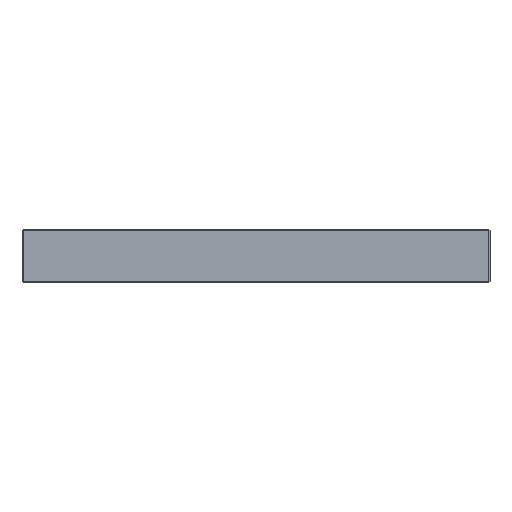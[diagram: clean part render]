
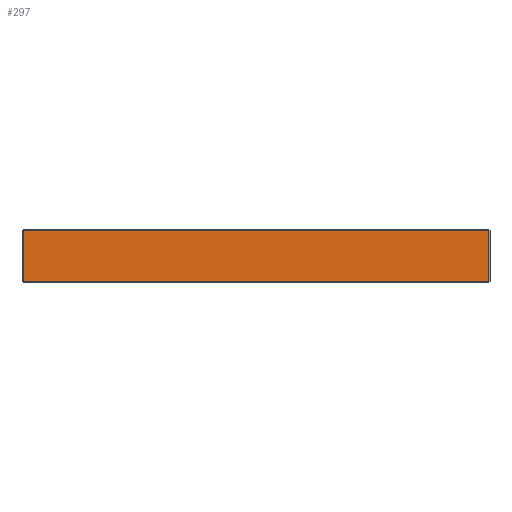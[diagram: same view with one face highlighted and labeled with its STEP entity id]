
A CAD part, front view. The second image highlights one B-rep face of the part: STEP entity #297.
In plain terms, the highlighted planar face has unit normal (0, -1, 0).
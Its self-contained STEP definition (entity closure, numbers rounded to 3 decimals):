
#16 = ORIENTED_EDGE ( 'NONE', *, *, #2112, .T. ) ;
#282 = VERTEX_POINT ( 'NONE', #1260 ) ;
#283 = EDGE_CURVE ( 'NONE', #2108, #282, #1259, .T. ) ;
#287 = VERTEX_POINT ( 'NONE', #1255 ) ;
#292 = VERTEX_POINT ( 'NONE', #1244 ) ;
#293 = EDGE_LOOP ( 'NONE', ( #16, #2114, #296, #295 ) ) ;
#294 = EDGE_CURVE ( 'NONE', #282, #292, #1243, .T. ) ;
#295 = ORIENTED_EDGE ( 'NONE', *, *, #303, .T. ) ;
#296 = ORIENTED_EDGE ( 'NONE', *, *, #294, .T. ) ;
#297 = ADVANCED_FACE ( 'NONE', ( #1239 ), #1238, .F. ) ;
#303 = EDGE_CURVE ( 'NONE', #292, #287, #1277, .T. ) ;
#1235 = DIRECTION ( 'NONE',  ( 0., 1., 0. ) ) ;
#1236 = CARTESIAN_POINT ( 'NONE',  ( -110., -150., 25. ) ) ;
#1237 = AXIS2_PLACEMENT_3D ( 'NONE', #1236, #1235, #1304 ) ;
#1238 = PLANE ( 'NONE',  #1237 ) ;
#1239 = FACE_OUTER_BOUND ( 'NONE', #293, .T. ) ;
#1240 = DIRECTION ( 'NONE',  ( -1., 0., 0. ) ) ;
#1241 = VECTOR ( 'NONE', #1240, 1000. ) ;
#1242 = CARTESIAN_POINT ( 'NONE',  ( -110., -150., 24.5 ) ) ;
#1243 = LINE ( 'NONE', #1242, #1241 ) ;
#1244 = CARTESIAN_POINT ( 'NONE',  ( -109.5, -150., 24.5 ) ) ;
#1255 = CARTESIAN_POINT ( 'NONE',  ( -109.5, -150., 0.5 ) ) ;
#1256 = DIRECTION ( 'NONE',  ( 0., 0., 1. ) ) ;
#1257 = VECTOR ( 'NONE', #1256, 1000. ) ;
#1258 = CARTESIAN_POINT ( 'NONE',  ( 109.5, -150., 25. ) ) ;
#1259 = LINE ( 'NONE', #1258, #1257 ) ;
#1260 = CARTESIAN_POINT ( 'NONE',  ( 109.5, -150., 24.5 ) ) ;
#1274 = DIRECTION ( 'NONE',  ( 0., 0., -1. ) ) ;
#1275 = VECTOR ( 'NONE', #1274, 1000. ) ;
#1276 = CARTESIAN_POINT ( 'NONE',  ( -109.5, -150., 25. ) ) ;
#1277 = LINE ( 'NONE', #1276, #1275 ) ;
#1304 = DIRECTION ( 'NONE',  ( -1., 0., 0. ) ) ;
#2045 = DIRECTION ( 'NONE',  ( 1., 0., 0. ) ) ;
#2046 = VECTOR ( 'NONE', #2045, 1000. ) ;
#2047 = CARTESIAN_POINT ( 'NONE',  ( -110., -150., 0.5 ) ) ;
#2048 = LINE ( 'NONE', #2047, #2046 ) ;
#2050 = CARTESIAN_POINT ( 'NONE',  ( 109.5, -150., 0.5 ) ) ;
#2108 = VERTEX_POINT ( 'NONE', #2050 ) ;
#2112 = EDGE_CURVE ( 'NONE', #287, #2108, #2048, .T. ) ;
#2114 = ORIENTED_EDGE ( 'NONE', *, *, #283, .T. ) ;
